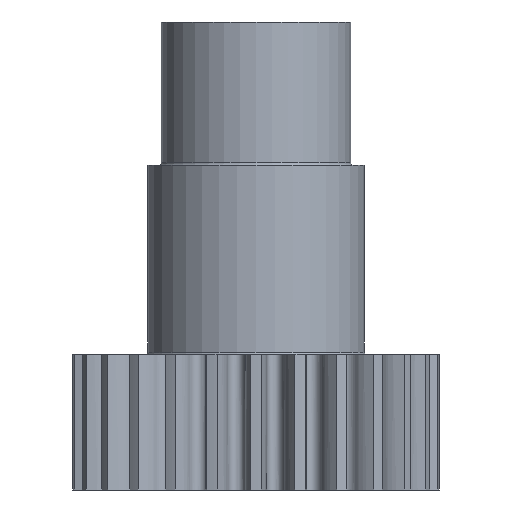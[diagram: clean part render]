
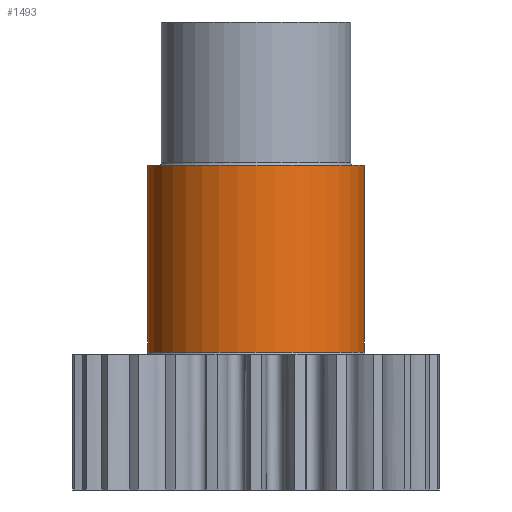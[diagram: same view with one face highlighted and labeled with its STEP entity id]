
A CAD part, front view. The second image highlights one B-rep face of the part: STEP entity #1493.
In plain terms, the highlighted cylindrical face has radius 4 mm (diameter 8 mm), a full revolution.
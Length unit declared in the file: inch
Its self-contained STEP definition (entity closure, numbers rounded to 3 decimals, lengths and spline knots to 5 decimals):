
#116=LINE('',#2247,#196);
#196=VECTOR('',#1833,0.15748);
#276=CYLINDRICAL_SURFACE('',#1626,0.15748);
#321=FACE_OUTER_BOUND('',#411,.T.);
#411=EDGE_LOOP('',(#1038,#1039,#1040,#1041,#1042,#1043));
#513=CIRCLE('',#1613,0.15748);
#514=CIRCLE('',#1614,0.15748);
#523=CIRCLE('',#1627,0.15748);
#524=CIRCLE('',#1628,0.15748);
#617=VERTEX_POINT('',#2218);
#618=VERTEX_POINT('',#2220);
#627=VERTEX_POINT('',#2246);
#628=VERTEX_POINT('',#2248);
#776=EDGE_CURVE('',#618,#617,#513,.T.);
#777=EDGE_CURVE('',#617,#618,#514,.T.);
#789=EDGE_CURVE('',#617,#627,#116,.T.);
#790=EDGE_CURVE('',#628,#627,#523,.T.);
#791=EDGE_CURVE('',#627,#628,#524,.T.);
#1038=ORIENTED_EDGE('',*,*,#776,.T.);
#1039=ORIENTED_EDGE('',*,*,#789,.T.);
#1040=ORIENTED_EDGE('',*,*,#790,.F.);
#1041=ORIENTED_EDGE('',*,*,#791,.F.);
#1042=ORIENTED_EDGE('',*,*,#789,.F.);
#1043=ORIENTED_EDGE('',*,*,#777,.T.);
#1493=ADVANCED_FACE('',(#321),#276,.T.);
#1613=AXIS2_PLACEMENT_3D('',#2221,#1802,#1803);
#1614=AXIS2_PLACEMENT_3D('',#2222,#1804,#1805);
#1626=AXIS2_PLACEMENT_3D('',#2245,#1831,#1832);
#1627=AXIS2_PLACEMENT_3D('',#2249,#1834,#1835);
#1628=AXIS2_PLACEMENT_3D('',#2250,#1836,#1837);
#1802=DIRECTION('center_axis',(0.,0.,1.));
#1803=DIRECTION('ref_axis',(-1.,0.,0.));
#1804=DIRECTION('center_axis',(0.,0.,1.));
#1805=DIRECTION('ref_axis',(-1.,0.,0.));
#1831=DIRECTION('center_axis',(0.,0.,-1.));
#1832=DIRECTION('ref_axis',(-1.,0.,0.));
#1833=DIRECTION('',(0.,0.,1.));
#1834=DIRECTION('center_axis',(0.,0.,1.));
#1835=DIRECTION('ref_axis',(1.,0.,0.));
#1836=DIRECTION('center_axis',(0.,0.,1.));
#1837=DIRECTION('ref_axis',(1.,0.,0.));
#2218=CARTESIAN_POINT('',(0.15748,0.,0.10236));
#2220=CARTESIAN_POINT('',(-0.15748,0.,0.10236));
#2221=CARTESIAN_POINT('Origin',(0.,0.,0.10236));
#2222=CARTESIAN_POINT('Origin',(0.,0.,0.10236));
#2245=CARTESIAN_POINT('Origin',(0.,0.,0.37402));
#2246=CARTESIAN_POINT('',(0.15748,0.,0.37402));
#2247=CARTESIAN_POINT('',(0.15748,0.,0.37402));
#2248=CARTESIAN_POINT('',(-0.15748,0.,0.37402));
#2249=CARTESIAN_POINT('Origin',(0.,0.,0.37402));
#2250=CARTESIAN_POINT('Origin',(0.,0.,0.37402));
